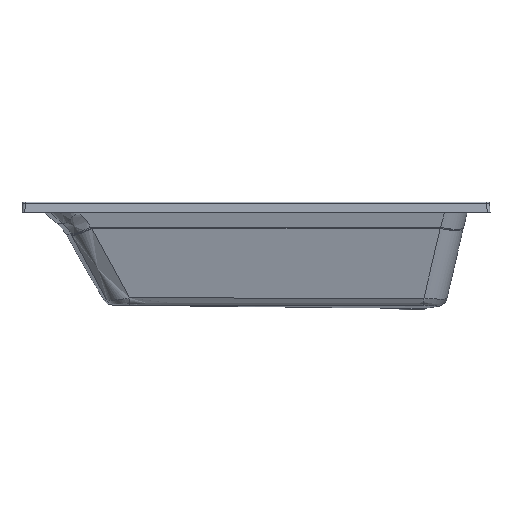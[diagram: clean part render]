
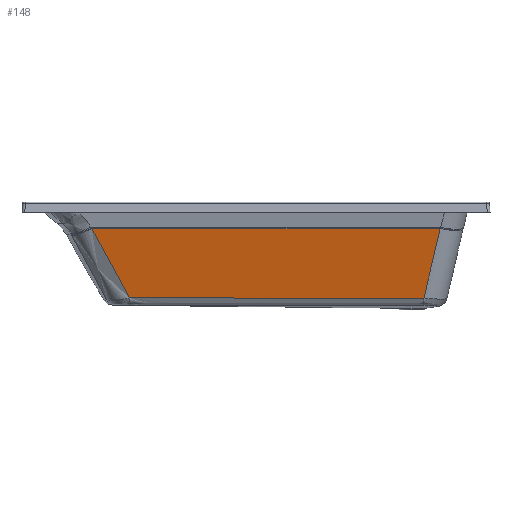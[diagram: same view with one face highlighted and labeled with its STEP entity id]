
A CAD part, front view. The second image highlights one B-rep face of the part: STEP entity #148.
In plain terms, the highlighted planar face has unit normal (0, -0.976, -0.217).
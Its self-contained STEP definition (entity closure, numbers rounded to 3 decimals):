
#148=ADVANCED_FACE('',(#384),#3585,.T.);
#384=FACE_OUTER_BOUND('',#618,.T.);
#618=EDGE_LOOP('',(#1366,#1367,#1368,#1369));
#1366=ORIENTED_EDGE('',*,*,#2197,.F.);
#1367=ORIENTED_EDGE('',*,*,#2198,.F.);
#1368=ORIENTED_EDGE('',*,*,#2199,.F.);
#1369=ORIENTED_EDGE('',*,*,#2235,.F.);
#2197=EDGE_CURVE('',#3280,#3278,#2884,.T.);
#2198=EDGE_CURVE('',#3281,#3280,#2885,.T.);
#2199=EDGE_CURVE('',#3279,#3281,#2886,.T.);
#2235=EDGE_CURVE('',#3278,#3279,#2905,.T.);
#2884=B_SPLINE_CURVE_WITH_KNOTS('',1,(#21251,#21252),.UNSPECIFIED.,.F.,
 .F.,(2,2),(-1228.367,0.),.UNSPECIFIED.);
#2885=B_SPLINE_CURVE_WITH_KNOTS('',3,(#21253,#21254,#21255,#21256,#21257,
#21258),.UNSPECIFIED.,.F.,.F.,(4,2,4),(-283.706,-141.853,
0.),.UNSPECIFIED.);
#2886=B_SPLINE_CURVE_WITH_KNOTS('',3,(#21259,#21260,#21261,#21262,#21263,
#21264,#21265,#21266,#21267,#21268,#21269,#21270,#21271,#21272,#21273,#21274,
#21275,#21276,#21277,#21278,#21279,#21280,#21281,#21282,#21283,#21284,#21285),
 .UNSPECIFIED.,.F.,.F.,(4,2,2,1,1,1,1,1,1,1,1,1,2,2,2,2,2,4),(-1037.946,
-1033.891,-1029.837,-1021.728,-1005.51,
-973.074,-908.203,-778.459,-518.973,
-259.486,-194.615,-162.179,-154.07,
-145.961,-129.743,-97.307,-64.872,
0.),.UNSPECIFIED.);
#2905=B_SPLINE_CURVE_WITH_KNOTS('',1,(#21456,#21457),.UNSPECIFIED.,.F.,
 .F.,(2,2),(0.,258.217),.UNSPECIFIED.);
#3278=VERTEX_POINT('',#18168);
#3279=VERTEX_POINT('',#18169);
#3280=VERTEX_POINT('',#18170);
#3281=VERTEX_POINT('',#18171);
#3585=PLANE('',#3675);
#3675=AXIS2_PLACEMENT_3D('',#7800,#3783,$);
#3783=DIRECTION('',(0.,-0.976,-0.217));
#7800=CARTESIAN_POINT('',(-701.847,-205.014,-325.437));
#18168=CARTESIAN_POINT('',(649.356,-265.098,-55.062));
#18169=CARTESIAN_POINT('',(592.002,-210.482,-300.833));
#18170=CARTESIAN_POINT('',(-579.01,-265.098,-55.062));
#18171=CARTESIAN_POINT('',(-445.939,-210.743,-299.657));
#21251=CARTESIAN_POINT('',(-579.01,-265.098,-55.062));
#21252=CARTESIAN_POINT('',(649.356,-265.098,-55.062));
#21253=CARTESIAN_POINT('',(-445.939,-210.743,-299.657));
#21254=CARTESIAN_POINT('',(-468.174,-219.796,-258.921));
#21255=CARTESIAN_POINT('',(-490.375,-228.852,-218.166));
#21256=CARTESIAN_POINT('',(-534.727,-246.971,-136.632));
#21257=CARTESIAN_POINT('',(-556.878,-256.033,-95.851));
#21258=CARTESIAN_POINT('',(-579.01,-265.098,-55.062));
#21259=CARTESIAN_POINT('',(592.002,-210.482,-300.833));
#21260=CARTESIAN_POINT('',(590.651,-210.48,-300.843));
#21261=CARTESIAN_POINT('',(589.299,-210.478,-300.849));
#21262=CARTESIAN_POINT('',(586.596,-210.476,-300.857));
#21263=CARTESIAN_POINT('',(585.245,-210.476,-300.857));
#21264=CARTESIAN_POINT('',(581.19,-210.476,-300.857));
#21265=CARTESIAN_POINT('',(573.081,-210.476,-300.857));
#21266=CARTESIAN_POINT('',(554.16,-210.476,-300.857));
#21267=CARTESIAN_POINT('',(516.318,-210.476,-300.857));
#21268=CARTESIAN_POINT('',(440.635,-210.476,-300.857));
#21269=CARTESIAN_POINT('',(289.268,-210.476,-300.857));
#21270=CARTESIAN_POINT('',(73.029,-210.476,-300.857));
#21271=CARTESIAN_POINT('',(-121.586,-210.476,-300.857));
#21272=CARTESIAN_POINT('',(-240.518,-210.476,-300.857));
#21273=CARTESIAN_POINT('',(-275.656,-210.476,-300.857));
#21274=CARTESIAN_POINT('',(-289.171,-210.476,-300.857));
#21275=CARTESIAN_POINT('',(-294.577,-210.476,-300.857));
#21276=CARTESIAN_POINT('',(-297.28,-210.479,-300.847));
#21277=CARTESIAN_POINT('',(-305.389,-210.487,-300.81));
#21278=CARTESIAN_POINT('',(-310.795,-210.494,-300.777));
#21279=CARTESIAN_POINT('',(-327.012,-210.518,-300.671));
#21280=CARTESIAN_POINT('',(-337.824,-210.536,-300.589));
#21281=CARTESIAN_POINT('',(-359.447,-210.574,-300.418));
#21282=CARTESIAN_POINT('',(-370.258,-210.594,-300.328));
#21283=CARTESIAN_POINT('',(-402.693,-210.656,-300.051));
#21284=CARTESIAN_POINT('',(-424.316,-210.699,-299.856));
#21285=CARTESIAN_POINT('',(-445.939,-210.743,-299.657));
#21456=CARTESIAN_POINT('',(649.356,-265.098,-55.062));
#21457=CARTESIAN_POINT('',(592.002,-210.482,-300.833));
